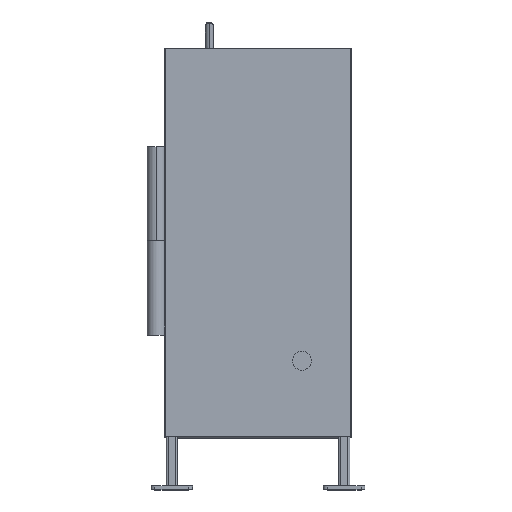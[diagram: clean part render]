
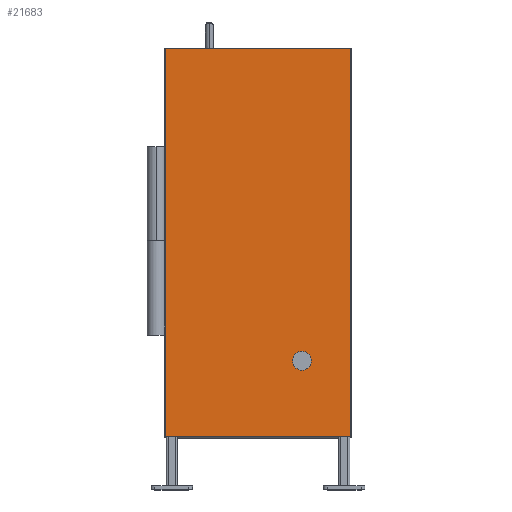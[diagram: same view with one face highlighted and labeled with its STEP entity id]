
A CAD part, top view. The second image highlights one B-rep face of the part: STEP entity #21683.
In plain terms, the highlighted planar face has unit normal (0, 0, 1).
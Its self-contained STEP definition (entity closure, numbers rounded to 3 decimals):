
#2100 = LINE ( 'NONE', #25140, #2361 ) ;
#2361 = VECTOR ( 'NONE', #14497, 1000. ) ;
#2707 = DIRECTION ( 'NONE',  ( 1., 0., 0. ) ) ;
#2760 = VECTOR ( 'NONE', #7209, 1000. ) ;
#2941 = FACE_BOUND ( 'NONE', #26539, .T. ) ;
#3132 = VERTEX_POINT ( 'NONE', #24385 ) ;
#3328 = LINE ( 'NONE', #9931, #10341 ) ;
#3672 = DIRECTION ( 'NONE',  ( 0., 0., 1. ) ) ;
#3961 = EDGE_CURVE ( 'NONE', #5556, #8674, #2100, .T. ) ;
#5188 = FACE_OUTER_BOUND ( 'NONE', #22702, .T. ) ;
#5518 = LINE ( 'NONE', #18318, #6207 ) ;
#5556 = VERTEX_POINT ( 'NONE', #14161 ) ;
#5866 = CARTESIAN_POINT ( 'NONE',  ( 475.021, 130., 19.8 ) ) ;
#6207 = VECTOR ( 'NONE', #22539, 1000. ) ;
#7017 = ORIENTED_EDGE ( 'NONE', *, *, #20059, .T. ) ;
#7200 = CARTESIAN_POINT ( 'NONE',  ( 475.021, 1159.2, 19.8 ) ) ;
#7209 = DIRECTION ( 'NONE',  ( -1., 0., 0. ) ) ;
#7493 = EDGE_CURVE ( 'NONE', #14319, #27294, #13665, .T. ) ;
#7936 = DIRECTION ( 'NONE',  ( 0., 1., 0. ) ) ;
#8496 = VERTEX_POINT ( 'NONE', #5866 ) ;
#8674 = VERTEX_POINT ( 'NONE', #7200 ) ;
#9447 = CIRCLE ( 'NONE', #25569, 25. ) ;
#9559 = DIRECTION ( 'NONE',  ( 0., 0., 1. ) ) ;
#9931 = CARTESIAN_POINT ( 'NONE',  ( -17.07, 1159.2, 19.8 ) ) ;
#10268 = EDGE_CURVE ( 'NONE', #8496, #3132, #26295, .T. ) ;
#10341 = VECTOR ( 'NONE', #7936, 1000. ) ;
#12227 = DIRECTION ( 'NONE',  ( 1., 0., 0. ) ) ;
#12456 = AXIS2_PLACEMENT_3D ( 'NONE', #22325, #9559, #18132 ) ;
#13665 = CIRCLE ( 'NONE', #27101, 25. ) ;
#13769 = PLANE ( 'NONE',  #12456 ) ;
#14161 = CARTESIAN_POINT ( 'NONE',  ( -17.07, 1159.2, 19.8 ) ) ;
#14319 = VERTEX_POINT ( 'NONE', #19205 ) ;
#14497 = DIRECTION ( 'NONE',  ( 1., 0., 0. ) ) ;
#14747 = EDGE_CURVE ( 'NONE', #27294, #14319, #9447, .T. ) ;
#15069 = ORIENTED_EDGE ( 'NONE', *, *, #17724, .F. ) ;
#15208 = ORIENTED_EDGE ( 'NONE', *, *, #3961, .F. ) ;
#17231 = ORIENTED_EDGE ( 'NONE', *, *, #10268, .F. ) ;
#17724 = EDGE_CURVE ( 'NONE', #3132, #5556, #3328, .T. ) ;
#17751 = CARTESIAN_POINT ( 'NONE',  ( 345.021, 331.588, 19.8 ) ) ;
#18132 = DIRECTION ( 'NONE',  ( 0., -1., 0. ) ) ;
#18178 = ORIENTED_EDGE ( 'NONE', *, *, #7493, .F. ) ;
#18318 = CARTESIAN_POINT ( 'NONE',  ( 475.021, 0., 19.8 ) ) ;
#19205 = CARTESIAN_POINT ( 'NONE',  ( 320.021, 331.588, 19.8 ) ) ;
#20059 = EDGE_CURVE ( 'NONE', #8496, #8674, #5518, .T. ) ;
#20183 = DIRECTION ( 'NONE',  ( 0., 0., 1. ) ) ;
#20452 = CARTESIAN_POINT ( 'NONE',  ( -17.07, 130., 19.8 ) ) ;
#21683 = ADVANCED_FACE ( 'NONE', ( #2941, #5188 ), #13769, .T. ) ;
#22325 = CARTESIAN_POINT ( 'NONE',  ( 0., 0., 19.8 ) ) ;
#22539 = DIRECTION ( 'NONE',  ( 0., 1., 0. ) ) ;
#22702 = EDGE_LOOP ( 'NONE', ( #17231, #7017, #15208, #15069 ) ) ;
#23427 = CARTESIAN_POINT ( 'NONE',  ( 370.021, 331.588, 19.8 ) ) ;
#24385 = CARTESIAN_POINT ( 'NONE',  ( -17.07, 130., 19.8 ) ) ;
#25140 = CARTESIAN_POINT ( 'NONE',  ( 475.374, 1159.2, 19.8 ) ) ;
#25539 = CARTESIAN_POINT ( 'NONE',  ( 345.021, 331.588, 19.8 ) ) ;
#25569 = AXIS2_PLACEMENT_3D ( 'NONE', #17751, #20183, #2707 ) ;
#26295 = LINE ( 'NONE', #20452, #2760 ) ;
#26539 = EDGE_LOOP ( 'NONE', ( #27229, #18178 ) ) ;
#27101 = AXIS2_PLACEMENT_3D ( 'NONE', #25539, #3672, #12227 ) ;
#27229 = ORIENTED_EDGE ( 'NONE', *, *, #14747, .F. ) ;
#27294 = VERTEX_POINT ( 'NONE', #23427 ) ;
